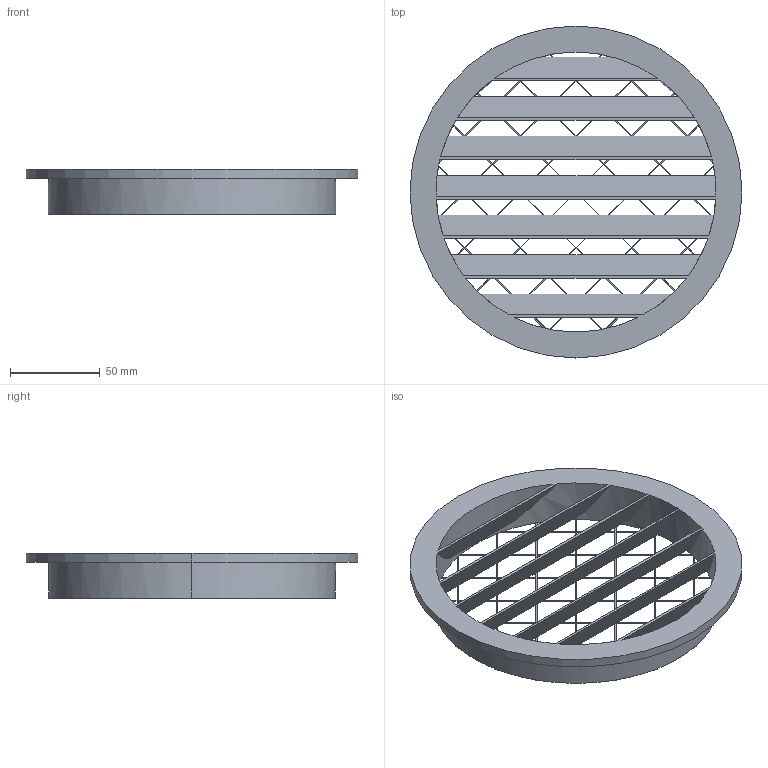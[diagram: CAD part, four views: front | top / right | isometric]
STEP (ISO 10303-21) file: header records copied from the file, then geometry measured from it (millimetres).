
FILE_DESCRIPTION (( 'STEP AP214' ), '1' );
FILE_NAME ('MGR160.STEP', '2020-06-05T13:25:42', ( '' ), ( '' ), 'SwSTEP 2.0', 'SolidWorks 2017', '' );
FILE_SCHEMA (( 'AUTOMOTIVE_DESIGN' ));
Length unit declared in the file: millimetre
Products named in the file (1): MGR160
Bounding box: 185 x 185 x 25.3 mm (x, y, z)
Volume: 85245.4 mm3; surface area: 86316.3 mm2
Topology: 1 solids, 1 shells, 277 faces, 928 edges, 600 vertices
Faces by surface type: plane 269, cylinder 8
Entity records: 10236 total; most frequent: CARTESIAN_POINT 1902, ORIENTED_EDGE 1856, DIRECTION 1604, EDGE_CURVE 928, LINE 744, VECTOR 744, VERTEX_POINT 600, AXIS2_PLACEMENT_3D 430
